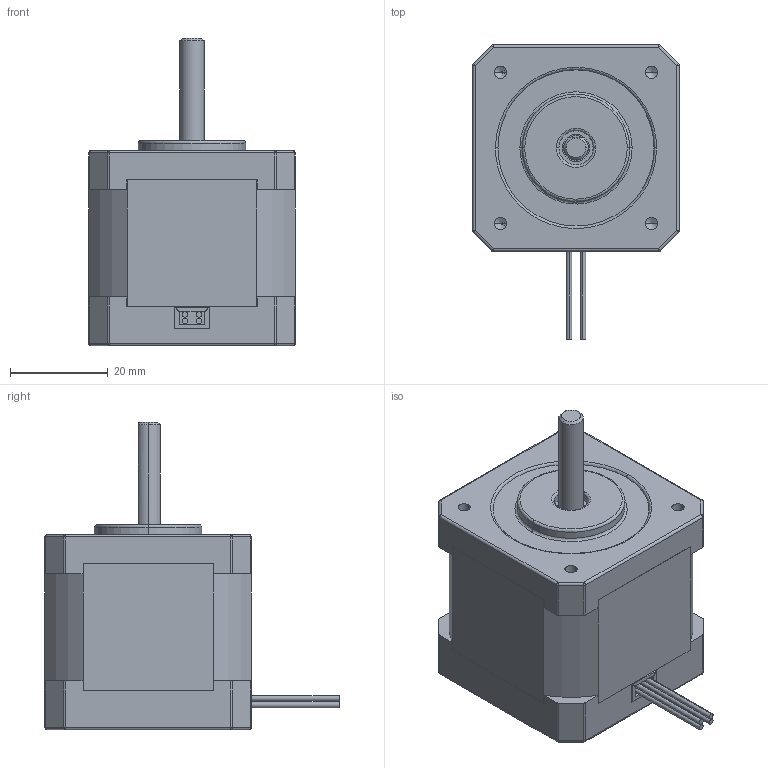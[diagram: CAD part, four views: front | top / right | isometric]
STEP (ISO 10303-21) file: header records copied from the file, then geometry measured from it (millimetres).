
FILE_DESCRIPTION (( 'STEP AP214' ), '1' );
FILE_NAME ('17HS16-2004S1.STEP', '2018-03-05T09:26:34', ( '' ), ( '' ), 'SwSTEP 2.0', 'SolidWorks 2014', '' );
FILE_SCHEMA (( 'AUTOMOTIVE_DESIGN' ));
Length unit declared in the file: millimetre
Products named in the file (1): 17HS16-2004S1
Bounding box: 42.32 x 60.31 x 63 mm (x, y, z)
Volume: 69323.8 mm3; surface area: 11259.1 mm2
Topology: 1 solids, 1 shells, 293 faces, 720 edges, 439 vertices
Faces by surface type: plane 146, cylinder 82, bspline 42, cone 23
Entity records: 13264 total; most frequent: CARTESIAN_POINT 3413, ORIENTED_EDGE 1408, DIRECTION 1323, EDGE_CURVE 704, AXIS2_PLACEMENT_3D 467, VERTEX_POINT 439, VECTOR 389, LINE 389
